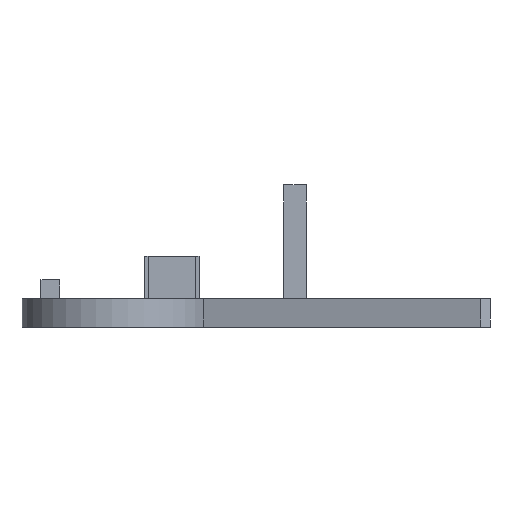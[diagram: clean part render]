
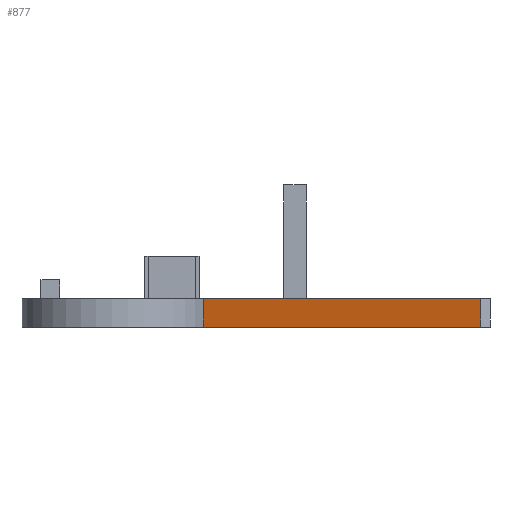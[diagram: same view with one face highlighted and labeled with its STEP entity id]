
A CAD part, left-side view. The second image highlights one B-rep face of the part: STEP entity #877.
In plain terms, the highlighted planar face has unit normal (-0.413, -0.911, 0).
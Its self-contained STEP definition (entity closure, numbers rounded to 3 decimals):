
#88=FACE_OUTER_BOUND('',#139,.T.);
#139=EDGE_LOOP('',(#766,#767,#768,#769));
#179=LINE('',#1249,#285);
#249=LINE('',#1412,#355);
#250=LINE('',#1415,#356);
#251=LINE('',#1416,#357);
#285=VECTOR('',#1015,10.);
#355=VECTOR('',#1165,10.);
#356=VECTOR('',#1168,10.);
#357=VECTOR('',#1169,10.);
#381=VERTEX_POINT('',#1246);
#382=VERTEX_POINT('',#1248);
#435=VERTEX_POINT('',#1410);
#436=VERTEX_POINT('',#1414);
#470=EDGE_CURVE('',#381,#382,#179,.T.);
#552=EDGE_CURVE('',#435,#382,#249,.T.);
#553=EDGE_CURVE('',#435,#436,#250,.T.);
#554=EDGE_CURVE('',#436,#381,#251,.T.);
#766=ORIENTED_EDGE('',*,*,#553,.F.);
#767=ORIENTED_EDGE('',*,*,#552,.T.);
#768=ORIENTED_EDGE('',*,*,#470,.F.);
#769=ORIENTED_EDGE('',*,*,#554,.F.);
#833=PLANE('',#949);
#877=ADVANCED_FACE('',(#88),#833,.T.);
#949=AXIS2_PLACEMENT_3D('',#1413,#1166,#1167);
#1015=DIRECTION('',(0.911,-0.413,0.));
#1165=DIRECTION('',(0.,0.,1.));
#1166=DIRECTION('center_axis',(-0.413,-0.911,0.));
#1167=DIRECTION('ref_axis',(0.911,-0.413,0.));
#1168=DIRECTION('',(-0.911,0.413,0.));
#1169=DIRECTION('',(0.,0.,1.));
#1246=CARTESIAN_POINT('',(-84.632,71.394,-195.));
#1248=CARTESIAN_POINT('',(-20.159,42.137,-195.));
#1249=CARTESIAN_POINT('',(-20.159,42.137,-195.));
#1410=CARTESIAN_POINT('',(-20.159,42.137,-198.));
#1412=CARTESIAN_POINT('',(-20.159,42.137,-198.));
#1413=CARTESIAN_POINT('Origin',(-84.632,71.394,-198.));
#1414=CARTESIAN_POINT('',(-84.632,71.394,-198.));
#1415=CARTESIAN_POINT('',(-20.159,42.137,-198.));
#1416=CARTESIAN_POINT('',(-84.632,71.394,-198.));
